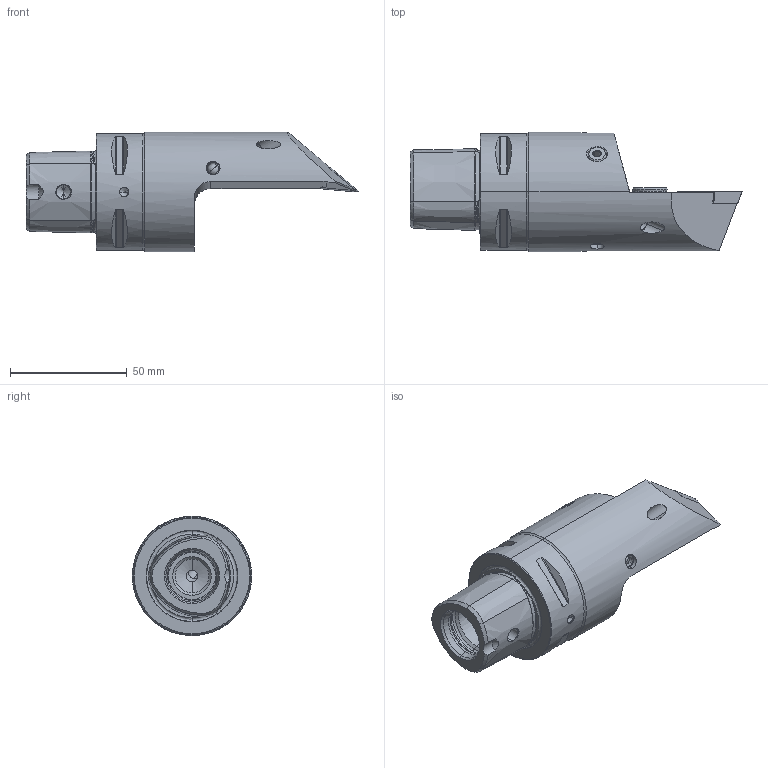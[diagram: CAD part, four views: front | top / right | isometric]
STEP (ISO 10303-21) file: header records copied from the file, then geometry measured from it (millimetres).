
FILE_DESCRIPTION (( 'STEP AP214' ), '1' );
FILE_NAME ('-KV..NXA.112-HP-F0.STEP', '2023-03-30T06:48:56', ( '' ), ( '' ), 'SwSTEP 2.0', 'SolidWorks 2017', '' );
FILE_SCHEMA (( 'AUTOMOTIVE_DESIGN' ));
Length unit declared in the file: millimetre
Products named in the file (11): ISO 8752 2x8; WCB-ER2.001.009_A; PS5-KVB.NXA.112-HP-F0_A; DIN 7991 - M5x15; CHP-ER1.015.006; DIN 3771 - 13x1; CHP-ER1.015.006_A; VCMT160404; KVT_MB_600_060; -KV..NXA.112-HP-F0; CHP-ER1.008.014_A
Assembly tree (11 placements, depth 3):
  -KV..NXA.112-HP-F0
    PS5-KVB.NXA.112-HP-F0_A
    CHP-ER1.015.006
      CHP-ER1.015.006_A
      DIN 3771 - 13x1
      DIN 7991 - M5x15
    CHP-ER1.008.014_A
    ISO 8752 2x8
    WCB-ER2.001.009_A
    KVT_MB_600_060  x2
    VCMT160404
Bounding box: 142 x 51 x 51 mm (x, y, z)
Volume: 128522.4 mm3; surface area: 27530 mm2
Topology: 12 solids, 12 shells, 460 faces, 1082 edges, 633 vertices
Faces by surface type: cone 170, cylinder 123, plane 95, torus 50, bspline 16, sphere 6
Entity records: 14458 total; most frequent: CARTESIAN_POINT 3980, DIRECTION 2022, ORIENTED_EDGE 1976, EDGE_CURVE 988, AXIS2_PLACEMENT_3D 822, VERTEX_POINT 594, EDGE_LOOP 460, FACE_OUTER_BOUND 428
